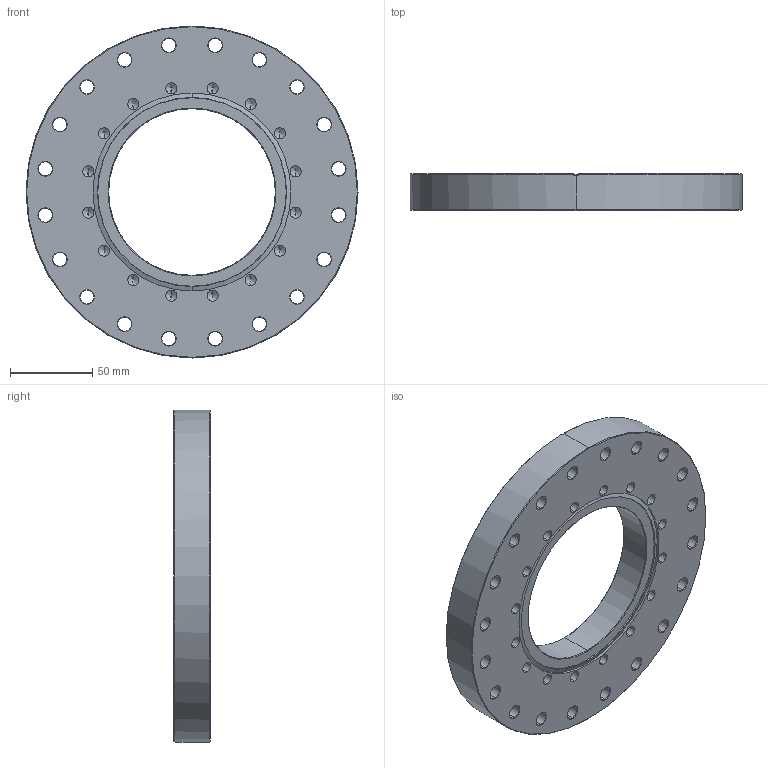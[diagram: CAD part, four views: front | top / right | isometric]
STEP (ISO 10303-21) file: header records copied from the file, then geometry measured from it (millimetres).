
FILE_DESCRIPTION (( 'STEP AP214' ), '1' );
FILE_NAME ('Hositrad_CFA150-100D.STEP', '2019-02-20T14:17:59', ( '' ), ( '' ), 'SwSTEP 2.0', 'SolidWorks 2019', '' );
FILE_SCHEMA (( 'AUTOMOTIVE_DESIGN' ));
Length unit declared in the file: millimetre
Products named in the file (1): Hositrad_CFA150-100D
Bounding box: 202.4 x 22.3 x 202.4 mm (x, y, z)
Volume: 479706.3 mm3; surface area: 85543.4 mm2
Topology: 1 solids, 1 shells, 219 faces, 522 edges, 290 vertices
Faces by surface type: cone 128, cylinder 80, plane 11
Entity records: 6894 total; most frequent: DIRECTION 1190, CARTESIAN_POINT 1012, ORIENTED_EDGE 980, EDGE_CURVE 490, AXIS2_PLACEMENT_3D 484, VERTEX_POINT 290, EDGE_LOOP 278, CIRCLE 264
